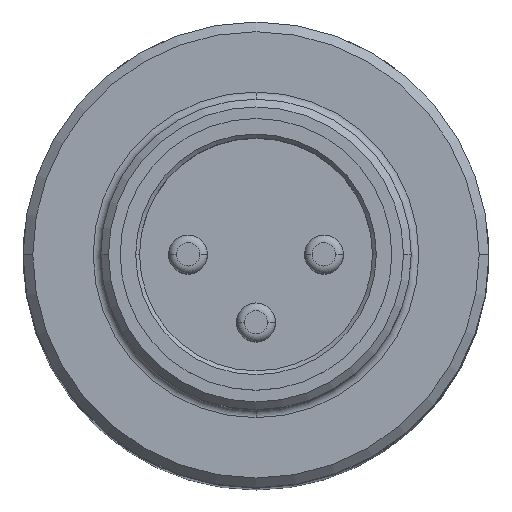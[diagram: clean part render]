
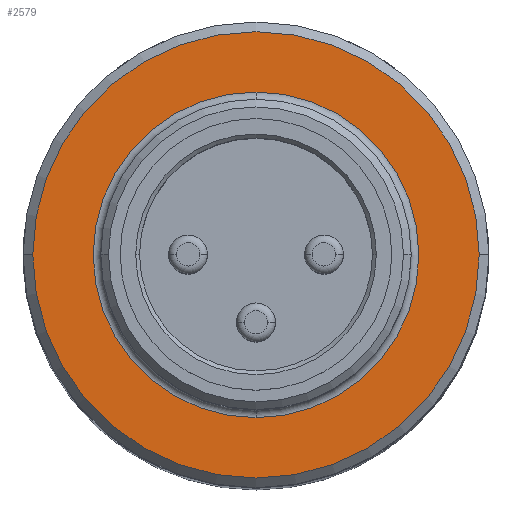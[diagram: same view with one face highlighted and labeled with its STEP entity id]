
A CAD part, top view. The second image highlights one B-rep face of the part: STEP entity #2579.
In plain terms, the highlighted face is planar.
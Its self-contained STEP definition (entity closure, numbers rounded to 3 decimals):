
#155=PLANE('',#2832);
#604=VERTEX_POINT('',#4021);
#605=VERTEX_POINT('',#4022);
#606=VERTEX_POINT('',#4024);
#610=VERTEX_POINT('',#4034);
#611=VERTEX_POINT('',#4036);
#838=CIRCLE('',#2759,5.75);
#839=CIRCLE('',#2760,5.75);
#843=CIRCLE('',#2765,4.195);
#892=CIRCLE('',#2833,5.75);
#893=CIRCLE('',#2834,4.195);
#1068=EDGE_CURVE('',#604,#605,#838,.T.);
#1069=EDGE_CURVE('',#605,#606,#839,.T.);
#1075=EDGE_CURVE('',#611,#610,#843,.T.);
#1148=EDGE_CURVE('',#606,#604,#892,.T.);
#1149=EDGE_CURVE('',#610,#611,#893,.T.);
#1569=ORIENTED_EDGE('',*,*,#1068,.F.);
#1570=ORIENTED_EDGE('',*,*,#1148,.F.);
#1571=ORIENTED_EDGE('',*,*,#1069,.F.);
#1572=ORIENTED_EDGE('',*,*,#1149,.T.);
#1573=ORIENTED_EDGE('',*,*,#1075,.T.);
#2232=EDGE_LOOP('',(#1569,#1570,#1571));
#2233=EDGE_LOOP('',(#1572,#1573));
#2407=FACE_BOUND('',#2232,.T.);
#2408=FACE_BOUND('',#2233,.T.);
#2579=ADVANCED_FACE('',(#2407,#2408),#155,.T.);
#2759=AXIS2_PLACEMENT_3D('',#4020,#3205,#3206);
#2760=AXIS2_PLACEMENT_3D('',#4023,#3207,#3208);
#2765=AXIS2_PLACEMENT_3D('',#4035,#3218,#3219);
#2832=AXIS2_PLACEMENT_3D('',#4195,#3361,$);
#2833=AXIS2_PLACEMENT_3D('',#4196,#3362,#3363);
#2834=AXIS2_PLACEMENT_3D('',#4197,#3364,#3365);
#3205=DIRECTION('',(0.,1.,0.));
#3206=DIRECTION('',(0.,0.,5.75));
#3207=DIRECTION('',(0.,1.,0.));
#3208=DIRECTION('',(0.,0.,5.75));
#3218=DIRECTION('',(0.,1.,0.));
#3219=DIRECTION('',(0.,0.,4.195));
#3361=DIRECTION('',(0.,-1.,0.));
#3362=DIRECTION('',(0.,1.,0.));
#3363=DIRECTION('',(0.,0.,5.75));
#3364=DIRECTION('',(0.,1.,0.));
#3365=DIRECTION('',(0.,0.,4.195));
#4020=CARTESIAN_POINT('',(0.,-5.1,0.));
#4021=CARTESIAN_POINT('',(5.75,-5.1,0.));
#4022=CARTESIAN_POINT('',(0.,-5.1,-5.75));
#4023=CARTESIAN_POINT('',(0.,-5.1,0.));
#4024=CARTESIAN_POINT('',(-5.75,-5.1,0.));
#4034=CARTESIAN_POINT('',(0.,-5.1,4.195));
#4035=CARTESIAN_POINT('',(0.,-5.1,0.));
#4036=CARTESIAN_POINT('',(0.,-5.1,-4.195));
#4195=CARTESIAN_POINT('',(0.,-5.1,4.973));
#4196=CARTESIAN_POINT('',(0.,-5.1,0.));
#4197=CARTESIAN_POINT('',(0.,-5.1,0.));
